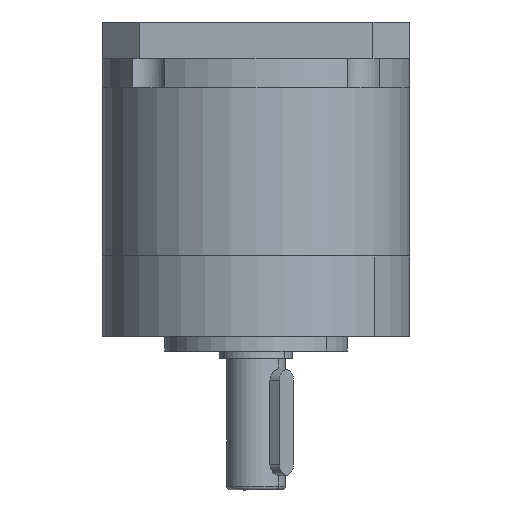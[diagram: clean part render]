
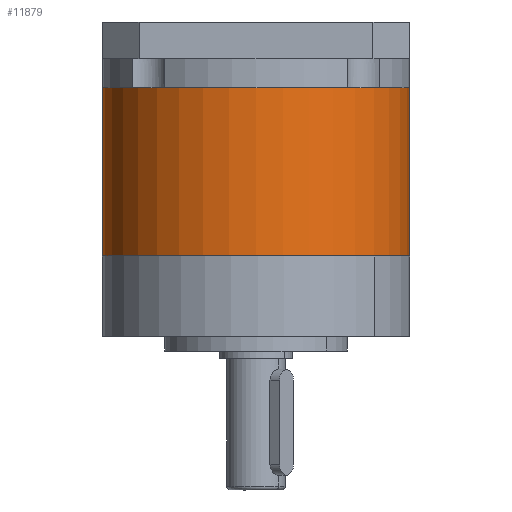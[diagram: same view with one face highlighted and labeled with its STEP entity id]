
A CAD part, front view. The second image highlights one B-rep face of the part: STEP entity #11879.
In plain terms, the highlighted cylindrical face has radius 21 mm (diameter 42 mm), a partial arc.
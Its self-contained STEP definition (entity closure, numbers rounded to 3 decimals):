
#46 = EDGE_CURVE ( 'NONE', #16966, #4595, #20296, .T. ) ;
#384 = CARTESIAN_POINT ( 'NONE',  ( -21., 0., 23. ) ) ;
#1629 = CARTESIAN_POINT ( 'NONE',  ( 0., 0., 0. ) ) ;
#1633 = CARTESIAN_POINT ( 'NONE',  ( -21., 0., 0. ) ) ;
#1709 = ORIENTED_EDGE ( 'NONE', *, *, #9364, .T. ) ;
#2860 = DIRECTION ( 'NONE',  ( 0., 0., -1. ) ) ;
#3166 = CYLINDRICAL_SURFACE ( 'NONE', #13465, 21. ) ;
#4595 = VERTEX_POINT ( 'NONE', #11715 ) ;
#4895 = VECTOR ( 'NONE', #5398, 1000. ) ;
#5398 = DIRECTION ( 'NONE',  ( 0., 0., -1. ) ) ;
#5708 = LINE ( 'NONE', #10288, #4895 ) ;
#5791 = CIRCLE ( 'NONE', #16410, 21. ) ;
#7857 = CARTESIAN_POINT ( 'NONE',  ( 0., 0., 23. ) ) ;
#8125 = ORIENTED_EDGE ( 'NONE', *, *, #46, .F. ) ;
#8400 = EDGE_CURVE ( 'NONE', #4595, #14309, #15864, .T. ) ;
#9364 = EDGE_CURVE ( 'NONE', #16966, #10523, #5708, .T. ) ;
#9777 = EDGE_CURVE ( 'NONE', #10523, #14309, #5791, .T. ) ;
#9972 = ORIENTED_EDGE ( 'NONE', *, *, #9777, .T. ) ;
#10288 = CARTESIAN_POINT ( 'NONE',  ( -21., 0., 23. ) ) ;
#10495 = CARTESIAN_POINT ( 'NONE',  ( 0., 0., 23. ) ) ;
#10523 = VERTEX_POINT ( 'NONE', #1633 ) ;
#10672 = VECTOR ( 'NONE', #2860, 1000. ) ;
#10994 = AXIS2_PLACEMENT_3D ( 'NONE', #10495, #16837, #11116 ) ;
#11116 = DIRECTION ( 'NONE',  ( 1., 0., 0. ) ) ;
#11307 = DIRECTION ( 'NONE',  ( 1., 0., 0. ) ) ;
#11577 = CARTESIAN_POINT ( 'NONE',  ( 21., 0., 0. ) ) ;
#11715 = CARTESIAN_POINT ( 'NONE',  ( 21., 0., 23. ) ) ;
#11879 = ADVANCED_FACE ( 'NONE', ( #15654 ), #3166, .T. ) ;
#13465 = AXIS2_PLACEMENT_3D ( 'NONE', #7857, #20529, #18645 ) ;
#14309 = VERTEX_POINT ( 'NONE', #11577 ) ;
#14996 = EDGE_LOOP ( 'NONE', ( #16504, #8125, #1709, #9972 ) ) ;
#15654 = FACE_OUTER_BOUND ( 'NONE', #14996, .T. ) ;
#15864 = LINE ( 'NONE', #17113, #10672 ) ;
#16410 = AXIS2_PLACEMENT_3D ( 'NONE', #1629, #17636, #11307 ) ;
#16504 = ORIENTED_EDGE ( 'NONE', *, *, #8400, .F. ) ;
#16837 = DIRECTION ( 'NONE',  ( 0., 0., 1. ) ) ;
#16966 = VERTEX_POINT ( 'NONE', #384 ) ;
#17113 = CARTESIAN_POINT ( 'NONE',  ( 21., 0., 23. ) ) ;
#17636 = DIRECTION ( 'NONE',  ( 0., 0., 1. ) ) ;
#18645 = DIRECTION ( 'NONE',  ( -1., 0., 0. ) ) ;
#20296 = CIRCLE ( 'NONE', #10994, 21. ) ;
#20529 = DIRECTION ( 'NONE',  ( 0., 0., -1. ) ) ;
